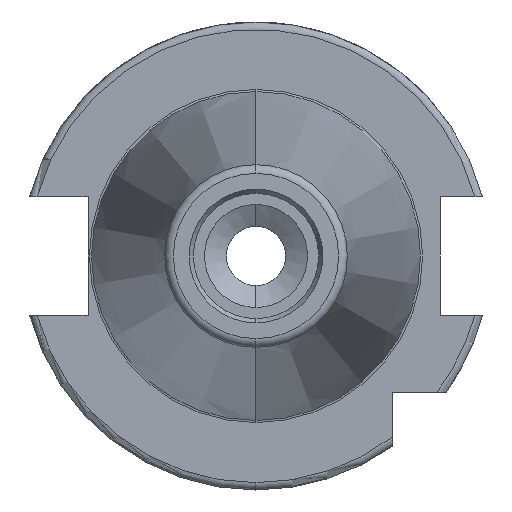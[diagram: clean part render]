
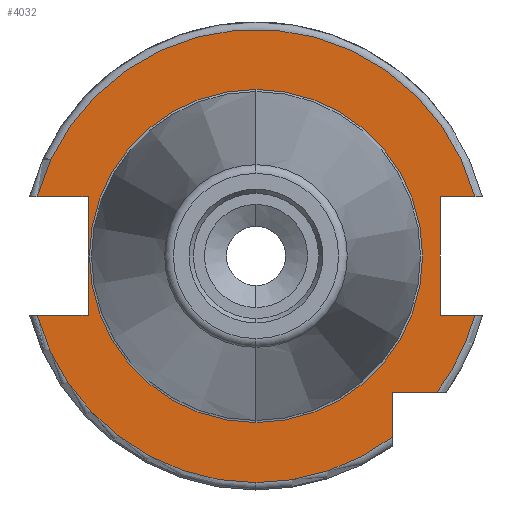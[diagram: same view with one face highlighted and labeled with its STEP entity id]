
A CAD part, left-side view. The second image highlights one B-rep face of the part: STEP entity #4032.
In plain terms, the highlighted planar face has unit normal (-1, 0, 0).
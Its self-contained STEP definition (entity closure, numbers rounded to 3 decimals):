
#303 = CARTESIAN_POINT ( 'NONE',  ( 3.2, 0., 22.625 ) ) ;
#443 = CARTESIAN_POINT ( 'NONE',  ( 3.2, 0., -22.625 ) ) ;
#530 = CARTESIAN_POINT ( 'NONE',  ( 3.2, 0., 0. ) ) ;
#585 = DIRECTION ( 'NONE',  ( 0., 0., -1. ) ) ;
#586 = DIRECTION ( 'NONE',  ( -1., 0., 0. ) ) ;
#587 = AXIS2_PLACEMENT_3D ( 'NONE', #530, #586, #585 ) ;
#588 = CIRCLE ( 'NONE', #587, 22.625 ) ;
#1004 = DIRECTION ( 'NONE',  ( 0., 0., -1. ) ) ;
#1005 = DIRECTION ( 'NONE',  ( -1., 0., 0. ) ) ;
#1006 = CARTESIAN_POINT ( 'NONE',  ( 3.2, 0., 0. ) ) ;
#1007 = AXIS2_PLACEMENT_3D ( 'NONE', #1006, #1005, #1004 ) ;
#1012 = CIRCLE ( 'NONE', #1007, 30.775 ) ;
#1085 = CARTESIAN_POINT ( 'NONE',  ( 3.2, 29.704, -8.05 ) ) ;
#1814 = CARTESIAN_POINT ( 'NONE',  ( 3.2, 0., -30.775 ) ) ;
#2358 = CARTESIAN_POINT ( 'NONE',  ( 3.2, -18.5, -18.5 ) ) ;
#2360 = DIRECTION ( 'NONE',  ( 0., 0., -1. ) ) ;
#2361 = VECTOR ( 'NONE', #2360, 1000. ) ;
#2362 = CARTESIAN_POINT ( 'NONE',  ( 3.2, -18.5, -18.5 ) ) ;
#2363 = LINE ( 'NONE', #2362, #2361 ) ;
#2383 = CARTESIAN_POINT ( 'NONE',  ( 3.2, -24.594, -18.5 ) ) ;
#2393 = DIRECTION ( 'NONE',  ( 0., 0., -1. ) ) ;
#2394 = DIRECTION ( 'NONE',  ( -1., 0., 0. ) ) ;
#2395 = AXIS2_PLACEMENT_3D ( 'NONE', #2400, #2394, #2393 ) ;
#2396 = CIRCLE ( 'NONE', #2395, 22.625 ) ;
#2397 = DIRECTION ( 'NONE',  ( 0., 0., 1. ) ) ;
#2398 = DIRECTION ( 'NONE',  ( 1., 0., 0. ) ) ;
#2399 = CARTESIAN_POINT ( 'NONE',  ( 3.2, 0., 30.775 ) ) ;
#2400 = CARTESIAN_POINT ( 'NONE',  ( 3.2, 0., 0. ) ) ;
#2401 = AXIS2_PLACEMENT_3D ( 'NONE', #2399, #2398, #2397 ) ;
#2402 = PLANE ( 'NONE',  #2401 ) ;
#2403 = FACE_OUTER_BOUND ( 'NONE', #4053, .T. ) ;
#2404 = FACE_BOUND ( 'NONE', #3913, .T. ) ;
#2412 = DIRECTION ( 'NONE',  ( 0., 0., -1. ) ) ;
#2413 = DIRECTION ( 'NONE',  ( -1., 0., 0. ) ) ;
#2414 = CARTESIAN_POINT ( 'NONE',  ( 3.2, 0., 0. ) ) ;
#2415 = AXIS2_PLACEMENT_3D ( 'NONE', #2414, #2413, #2412 ) ;
#2416 = CIRCLE ( 'NONE', #2415, 30.775 ) ;
#2445 = CARTESIAN_POINT ( 'NONE',  ( 3.2, 29.704, 8.05 ) ) ;
#2446 = DIRECTION ( 'NONE',  ( 0., 1., 0. ) ) ;
#2447 = VECTOR ( 'NONE', #2446, 1000. ) ;
#2448 = CARTESIAN_POINT ( 'NONE',  ( 3.2, 0., 8.05 ) ) ;
#2449 = LINE ( 'NONE', #2448, #2447 ) ;
#2450 = CARTESIAN_POINT ( 'NONE',  ( 3.2, 22.8, 8.05 ) ) ;
#2451 = DIRECTION ( 'NONE',  ( 0., 0., -1. ) ) ;
#2452 = DIRECTION ( 'NONE',  ( -1., 0., 0. ) ) ;
#2453 = CARTESIAN_POINT ( 'NONE',  ( 3.2, 0., 0. ) ) ;
#2454 = AXIS2_PLACEMENT_3D ( 'NONE', #2453, #2452, #2451 ) ;
#2455 = CIRCLE ( 'NONE', #2454, 30.775 ) ;
#2456 = DIRECTION ( 'NONE',  ( 0., 0., -1. ) ) ;
#2457 = VECTOR ( 'NONE', #2456, 1000. ) ;
#2458 = CARTESIAN_POINT ( 'NONE',  ( 3.2, -25., 30.775 ) ) ;
#2459 = LINE ( 'NONE', #2458, #2457 ) ;
#2460 = CARTESIAN_POINT ( 'NONE',  ( 3.2, -29.704, -8.05 ) ) ;
#2461 = CARTESIAN_POINT ( 'NONE',  ( 3.2, -25., -8.05 ) ) ;
#2462 = DIRECTION ( 'NONE',  ( 0., 1., 0. ) ) ;
#2463 = VECTOR ( 'NONE', #2462, 1000. ) ;
#2464 = CARTESIAN_POINT ( 'NONE',  ( 3.2, 0., -8.05 ) ) ;
#2465 = LINE ( 'NONE', #2464, #2463 ) ;
#2466 = DIRECTION ( 'NONE',  ( 0., 1., 0. ) ) ;
#2467 = VECTOR ( 'NONE', #2466, 1000. ) ;
#2468 = CARTESIAN_POINT ( 'NONE',  ( 3.2, -25.834, -18.5 ) ) ;
#2469 = LINE ( 'NONE', #2468, #2467 ) ;
#2470 = DIRECTION ( 'NONE',  ( 0., -1., 0. ) ) ;
#2471 = VECTOR ( 'NONE', #2470, 1000. ) ;
#2472 = CARTESIAN_POINT ( 'NONE',  ( 3.2, 0., -8.05 ) ) ;
#2473 = LINE ( 'NONE', #2472, #2471 ) ;
#2474 = CARTESIAN_POINT ( 'NONE',  ( 3.2, -18.5, -24.594 ) ) ;
#2475 = CARTESIAN_POINT ( 'NONE',  ( 3.2, 22.8, -8.05 ) ) ;
#2484 = DIRECTION ( 'NONE',  ( 0., 0., -1. ) ) ;
#2485 = VECTOR ( 'NONE', #2484, 1000. ) ;
#2486 = CARTESIAN_POINT ( 'NONE',  ( 3.2, 22.8, 30.775 ) ) ;
#2487 = LINE ( 'NONE', #2486, #2485 ) ;
#2494 = DIRECTION ( 'NONE',  ( 0., -1., 0. ) ) ;
#2495 = VECTOR ( 'NONE', #2494, 1000. ) ;
#2496 = CARTESIAN_POINT ( 'NONE',  ( 3.2, 0., 8.05 ) ) ;
#2497 = LINE ( 'NONE', #2496, #2495 ) ;
#2498 = CARTESIAN_POINT ( 'NONE',  ( 3.2, -29.704, 8.05 ) ) ;
#2499 = CARTESIAN_POINT ( 'NONE',  ( 3.2, -25., 8.05 ) ) ;
#2500 = DIRECTION ( 'NONE',  ( 0., 0., -1. ) ) ;
#2501 = DIRECTION ( 'NONE',  ( -1., 0., 0. ) ) ;
#2502 = CARTESIAN_POINT ( 'NONE',  ( 3.2, 0., 0. ) ) ;
#2503 = AXIS2_PLACEMENT_3D ( 'NONE', #2502, #2501, #2500 ) ;
#2504 = CIRCLE ( 'NONE', #2503, 30.775 ) ;
#2995 = VERTEX_POINT ( 'NONE', #303 ) ;
#3053 = VERTEX_POINT ( 'NONE', #443 ) ;
#3102 = EDGE_CURVE ( 'NONE', #2995, #3053, #588, .T. ) ;
#3359 = EDGE_CURVE ( 'NONE', #3393, #3740, #1012, .T. ) ;
#3393 = VERTEX_POINT ( 'NONE', #1085 ) ;
#3740 = VERTEX_POINT ( 'NONE', #1814 ) ;
#3913 = EDGE_LOOP ( 'NONE', ( #4048, #3976 ) ) ;
#3976 = ORIENTED_EDGE ( 'NONE', *, *, #3102, .F. ) ;
#4015 = EDGE_CURVE ( 'NONE', #4019, #4059, #2363, .T. ) ;
#4019 = VERTEX_POINT ( 'NONE', #2358 ) ;
#4032 = ADVANCED_FACE ( 'NONE', ( #2404, #2403 ), #2402, .F. ) ;
#4033 = EDGE_CURVE ( 'NONE', #3053, #2995, #2396, .T. ) ;
#4038 = VERTEX_POINT ( 'NONE', #2383 ) ;
#4048 = ORIENTED_EDGE ( 'NONE', *, *, #4033, .F. ) ;
#4053 = EDGE_LOOP ( 'NONE', ( #4057, #4055, #4058, #4063, #4062, #4066, #4078, #4068, #4081, #4071, #4070, #4075 ) ) ;
#4054 = EDGE_CURVE ( 'NONE', #3740, #4059, #2416, .T. ) ;
#4055 = ORIENTED_EDGE ( 'NONE', *, *, #3359, .T. ) ;
#4056 = VERTEX_POINT ( 'NONE', #2475 ) ;
#4057 = ORIENTED_EDGE ( 'NONE', *, *, #4060, .F. ) ;
#4058 = ORIENTED_EDGE ( 'NONE', *, *, #4054, .T. ) ;
#4059 = VERTEX_POINT ( 'NONE', #2474 ) ;
#4060 = EDGE_CURVE ( 'NONE', #3393, #4056, #2473, .T. ) ;
#4061 = EDGE_CURVE ( 'NONE', #4038, #4019, #2469, .T. ) ;
#4062 = ORIENTED_EDGE ( 'NONE', *, *, #4061, .F. ) ;
#4063 = ORIENTED_EDGE ( 'NONE', *, *, #4015, .F. ) ;
#4064 = EDGE_CURVE ( 'NONE', #4067, #4065, #2465, .T. ) ;
#4065 = VERTEX_POINT ( 'NONE', #2461 ) ;
#4066 = ORIENTED_EDGE ( 'NONE', *, *, #4072, .T. ) ;
#4067 = VERTEX_POINT ( 'NONE', #2460 ) ;
#4068 = ORIENTED_EDGE ( 'NONE', *, *, #4069, .F. ) ;
#4069 = EDGE_CURVE ( 'NONE', #4079, #4065, #2459, .T. ) ;
#4070 = ORIENTED_EDGE ( 'NONE', *, *, #4074, .F. ) ;
#4071 = ORIENTED_EDGE ( 'NONE', *, *, #4077, .T. ) ;
#4072 = EDGE_CURVE ( 'NONE', #4038, #4067, #2455, .T. ) ;
#4073 = VERTEX_POINT ( 'NONE', #2450 ) ;
#4074 = EDGE_CURVE ( 'NONE', #4073, #4076, #2449, .T. ) ;
#4075 = ORIENTED_EDGE ( 'NONE', *, *, #4087, .T. ) ;
#4076 = VERTEX_POINT ( 'NONE', #2445 ) ;
#4077 = EDGE_CURVE ( 'NONE', #4080, #4076, #2504, .T. ) ;
#4078 = ORIENTED_EDGE ( 'NONE', *, *, #4064, .T. ) ;
#4079 = VERTEX_POINT ( 'NONE', #2499 ) ;
#4080 = VERTEX_POINT ( 'NONE', #2498 ) ;
#4081 = ORIENTED_EDGE ( 'NONE', *, *, #4082, .T. ) ;
#4082 = EDGE_CURVE ( 'NONE', #4079, #4080, #2497, .T. ) ;
#4087 = EDGE_CURVE ( 'NONE', #4073, #4056, #2487, .T. ) ;
